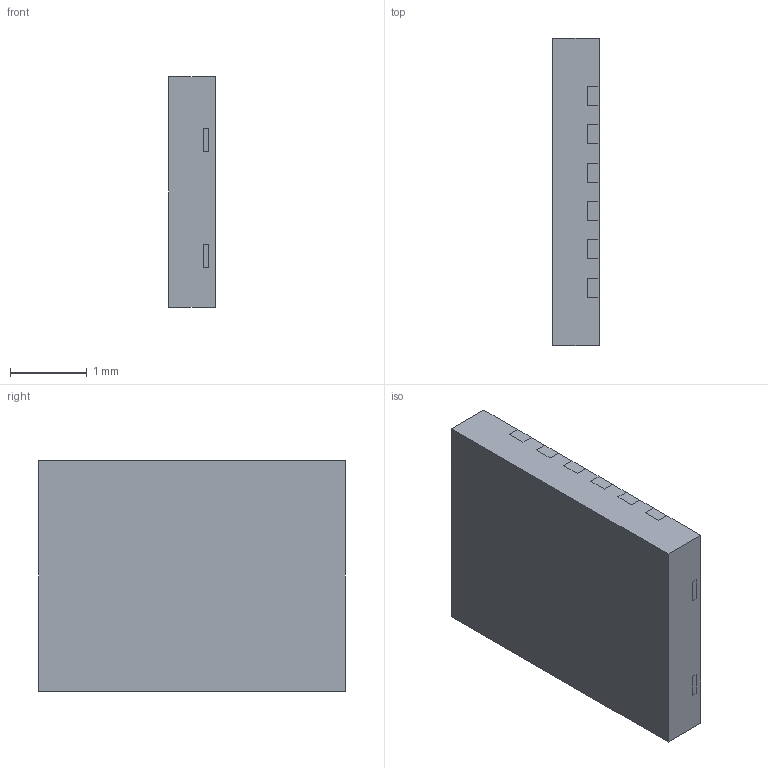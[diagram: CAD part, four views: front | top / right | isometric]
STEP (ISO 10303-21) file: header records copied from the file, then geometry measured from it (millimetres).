
FILE_DESCRIPTION(/* description */ ('Unknown'),/* implementation_level */ '2;1');
FILE_NAME(/* name */ 'DFN4030B-12_STP',/* time_stamp */ '2020-11-13T14:49:37+08:00',/* author */ ('Unknown'),/* organization */ ('Unknown'),/* preprocessor_version */ 'ST-DEVELOPER v16.7',/* originating_system */ 'DEX',/* authorisation */ $);
FILE_SCHEMA (('AUTOMOTIVE_DESIGN {1 0 10303 214 3 1 1}'));
Length unit declared in the file: millimetre
Products named in the file (3): DFN4030B-12; EMC; LDF
Assembly tree (2 placements, depth 2):
  DFN4030B-12
    EMC
    LDF
Bounding box: 0.6 x 4 x 3 mm (x, y, z)
Volume: 7.2 mm3; surface area: 64.8 mm2
Topology: 9 solids, 9 shells, 380 faces, 1092 edges, 728 vertices
Faces by surface type: plane 292, cylinder 88
Entity records: 13818 total; most frequent: CARTESIAN_POINT 2203, ORIENTED_EDGE 2184, DIRECTION 2034, EDGE_CURVE 1092, LINE 916, VECTOR 916, VERTEX_POINT 728, AXIS2_PLACEMENT_3D 559
